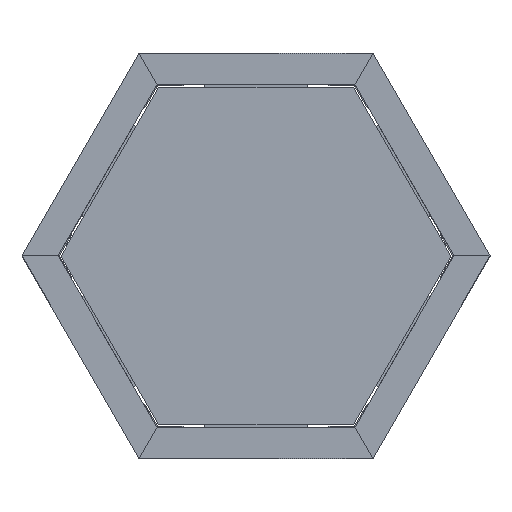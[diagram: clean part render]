
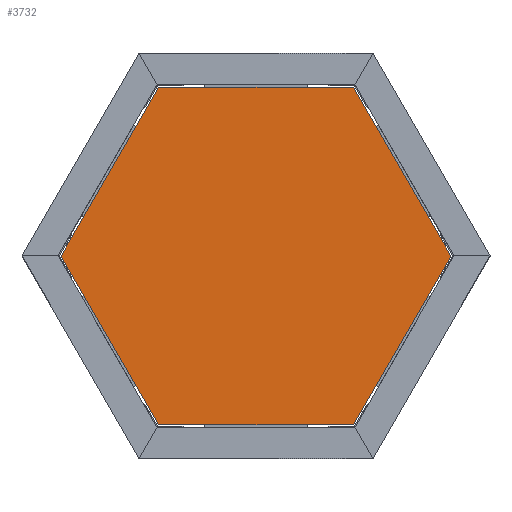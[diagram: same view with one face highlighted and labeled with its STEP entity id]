
A CAD part, top view. The second image highlights one B-rep face of the part: STEP entity #3732.
In plain terms, the highlighted planar face has unit normal (0, 0, 1).
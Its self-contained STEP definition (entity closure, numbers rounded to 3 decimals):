
#122=FACE_OUTER_BOUND('',#361,.T.);
#361=EDGE_LOOP('',(#2395,#2396,#2397,#2398,#2399,#2400));
#634=LINE('',#5401,#1085);
#635=LINE('',#5403,#1086);
#636=LINE('',#5405,#1087);
#637=LINE('',#5407,#1088);
#638=LINE('',#5409,#1089);
#639=LINE('',#5410,#1090);
#1085=VECTOR('',#4412,10.);
#1086=VECTOR('',#4413,10.);
#1087=VECTOR('',#4414,10.);
#1088=VECTOR('',#4415,10.);
#1089=VECTOR('',#4416,10.);
#1090=VECTOR('',#4417,10.);
#1512=VERTEX_POINT('',#5399);
#1513=VERTEX_POINT('',#5400);
#1514=VERTEX_POINT('',#5402);
#1515=VERTEX_POINT('',#5404);
#1516=VERTEX_POINT('',#5406);
#1517=VERTEX_POINT('',#5408);
#1842=EDGE_CURVE('',#1512,#1513,#634,.T.);
#1843=EDGE_CURVE('',#1513,#1514,#635,.T.);
#1844=EDGE_CURVE('',#1514,#1515,#636,.T.);
#1845=EDGE_CURVE('',#1515,#1516,#637,.T.);
#1846=EDGE_CURVE('',#1516,#1517,#638,.T.);
#1847=EDGE_CURVE('',#1517,#1512,#639,.T.);
#2395=ORIENTED_EDGE('',*,*,#1842,.T.);
#2396=ORIENTED_EDGE('',*,*,#1843,.T.);
#2397=ORIENTED_EDGE('',*,*,#1844,.T.);
#2398=ORIENTED_EDGE('',*,*,#1845,.T.);
#2399=ORIENTED_EDGE('',*,*,#1846,.T.);
#2400=ORIENTED_EDGE('',*,*,#1847,.T.);
#3233=PLANE('',#4029);
#3732=ADVANCED_FACE('',(#122),#3233,.T.);
#4029=AXIS2_PLACEMENT_3D('',#5398,#4410,#4411);
#4410=DIRECTION('center_axis',(0.,0.,1.));
#4411=DIRECTION('ref_axis',(1.,0.,0.));
#4412=DIRECTION('',(-1.,0.,0.));
#4413=DIRECTION('',(-0.5,-0.866,0.));
#4414=DIRECTION('',(0.5,-0.866,0.));
#4415=DIRECTION('',(1.,0.,0.));
#4416=DIRECTION('',(0.5,0.866,0.));
#4417=DIRECTION('',(-0.5,0.866,0.));
#5398=CARTESIAN_POINT('Origin',(416.189,422.268,190.));
#5399=CARTESIAN_POINT('',(603.661,746.979,190.));
#5400=CARTESIAN_POINT('',(228.717,746.979,190.));
#5401=CARTESIAN_POINT('',(603.661,746.979,190.));
#5402=CARTESIAN_POINT('',(41.245,422.268,190.));
#5403=CARTESIAN_POINT('',(228.717,746.979,190.));
#5404=CARTESIAN_POINT('',(228.717,97.556,190.));
#5405=CARTESIAN_POINT('',(41.245,422.268,190.));
#5406=CARTESIAN_POINT('',(603.661,97.556,190.));
#5407=CARTESIAN_POINT('',(228.717,97.556,190.));
#5408=CARTESIAN_POINT('',(791.133,422.268,190.));
#5409=CARTESIAN_POINT('',(603.661,97.556,190.));
#5410=CARTESIAN_POINT('',(791.133,422.268,190.));
